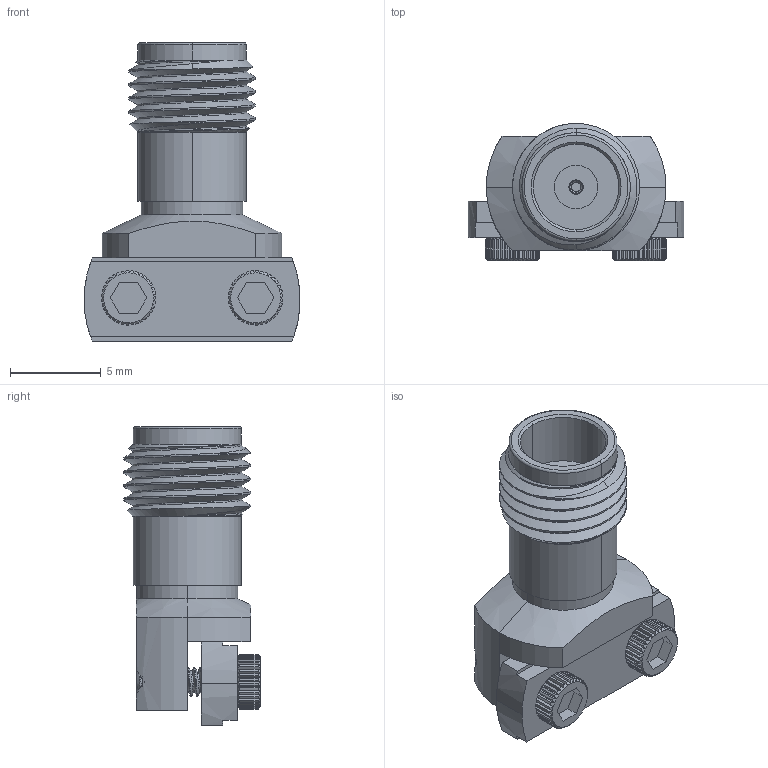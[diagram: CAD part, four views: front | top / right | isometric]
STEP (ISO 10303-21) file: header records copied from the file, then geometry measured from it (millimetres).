
FILE_DESCRIPTION (( 'STEP AP203' ), '1' );
FILE_NAME ('PE45475 ¦ FMCN1500.step', '2019-01-31T22:18:47', ( '' ), ( '' ), 'SwSTEP 2.0', 'SolidWorks 2017', '' );
FILE_SCHEMA (( 'CONFIG_CONTROL_DESIGN' ));
Length unit declared in the file: inch
Products named in the file (1): PE45475 ｦ FMCN1500
Bounding box: 11.89 x 7.53 x 16.46 mm (x, y, z)
Volume: 490 mm3; surface area: 973.9 mm2
Topology: 4 solids, 5 shells, 669 faces, 1631 edges, 985 vertices
Faces by surface type: cylinder 235, plane 212, cone 184, bspline 36, torus 2
Entity records: 33187 total; most frequent: CARTESIAN_POINT 18815, ORIENTED_EDGE 3262, DIRECTION 2696, EDGE_CURVE 1631, AXIS2_PLACEMENT_3D 1090, VERTEX_POINT 985, EDGE_LOOP 690, FACE_OUTER_BOUND 669
